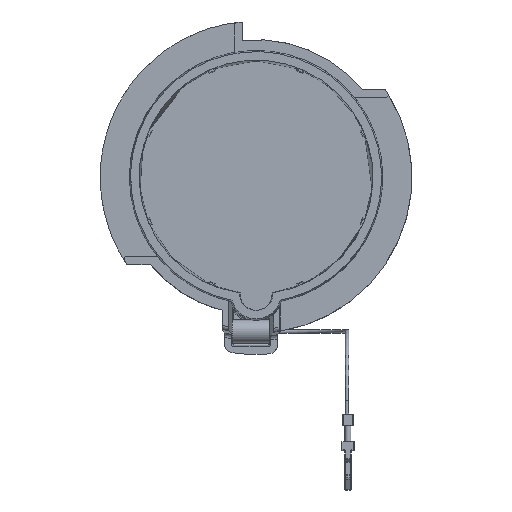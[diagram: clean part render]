
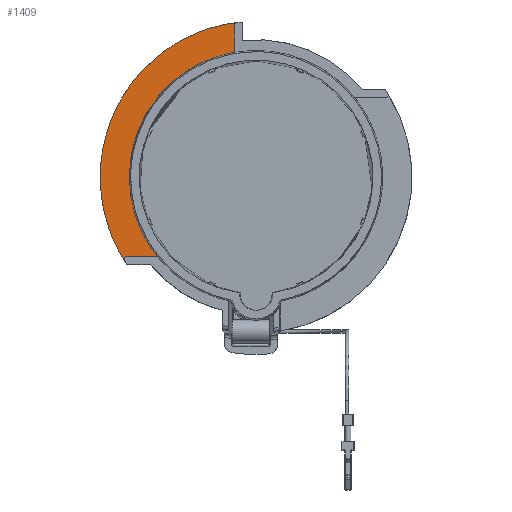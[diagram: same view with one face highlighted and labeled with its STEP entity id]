
A CAD part, top view. The second image highlights one B-rep face of the part: STEP entity #1409.
In plain terms, the highlighted planar face has unit normal (0, 0, 1).
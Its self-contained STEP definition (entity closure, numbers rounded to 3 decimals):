
#311 = DIRECTION ( 'NONE',  ( 0., 0., -1. ) ) ;
#1029 = EDGE_CURVE ( 'NONE', #13087, #9325, #4650, .T. ) ;
#1409 = ADVANCED_FACE ( 'NONE', ( #9554 ), #7530, .F. ) ;
#1421 = ORIENTED_EDGE ( 'NONE', *, *, #1430, .F. ) ;
#1430 = EDGE_CURVE ( 'NONE', #12057, #8923, #1489, .T. ) ;
#1489 = LINE ( 'NONE', #8959, #11879 ) ;
#1759 = EDGE_CURVE ( 'NONE', #12057, #9286, #2141, .T. ) ;
#2141 =( BOUNDED_CURVE ( )  B_SPLINE_CURVE ( 3, ( #7335, #8446, #11603, #3992 ),
 .UNSPECIFIED., .F., .F. ) 
 B_SPLINE_CURVE_WITH_KNOTS ( ( 4, 4 ),
 ( 2.419, 3.864 ),
 .UNSPECIFIED. ) 
 CURVE ( )  GEOMETRIC_REPRESENTATION_ITEM ( )  RATIONAL_B_SPLINE_CURVE ( ( 1., 0.834, 0.834, 1. ) ) 
 REPRESENTATION_ITEM ( '' )  );
#2367 = CARTESIAN_POINT ( 'NONE',  ( -28.625, -18.067, -2.35 ) ) ;
#2630 = ORIENTED_EDGE ( 'NONE', *, *, #12601, .T. ) ;
#2643 = ORIENTED_EDGE ( 'NONE', *, *, #1759, .T. ) ;
#2763 = CARTESIAN_POINT ( 'NONE',  ( 0., 0., -2.35 ) ) ;
#2991 = DIRECTION ( 'NONE',  ( -1., 0., 0. ) ) ;
#3992 = CARTESIAN_POINT ( 'NONE',  ( -4.263, 33.58, -2.35 ) ) ;
#4011 = CARTESIAN_POINT ( 'NONE',  ( -28.203, -17.3, -2.35 ) ) ;
#4246 = DIRECTION ( 'NONE',  ( 0., 0., -1. ) ) ;
#4650 =( BOUNDED_CURVE ( )  B_SPLINE_CURVE ( 3, ( #2367, #6630, #7750, #10885 ),
 .UNSPECIFIED., .F., .T. ) 
 B_SPLINE_CURVE_WITH_KNOTS ( ( 4, 4 ),
 ( 2.075, 4.208 ),
 .UNSPECIFIED. ) 
 CURVE ( )  GEOMETRIC_REPRESENTATION_ITEM ( )  RATIONAL_B_SPLINE_CURVE ( ( 1., 0.655, 0.655, 1. ) ) 
 REPRESENTATION_ITEM ( '' )  );
#4959 = CARTESIAN_POINT ( 'NONE',  ( -21.39, -17.3, -2.35 ) ) ;
#5103 = AXIS2_PLACEMENT_3D ( 'NONE', #2763, #5978, #13517 ) ;
#5409 = EDGE_CURVE ( 'NONE', #11103, #8923, #6380, .T. ) ;
#5414 = ORIENTED_EDGE ( 'NONE', *, *, #5409, .T. ) ;
#5681 = ORIENTED_EDGE ( 'NONE', *, *, #1029, .T. ) ;
#5765 = CARTESIAN_POINT ( 'NONE',  ( -28.625, -18.067, -2.35 ) ) ;
#5860 = EDGE_CURVE ( 'NONE', #11103, #9325, #11585, .T. ) ;
#5978 = DIRECTION ( 'NONE',  ( 0., 0., 1. ) ) ;
#6380 = CIRCLE ( 'NONE', #8382, 27.51 ) ;
#6393 = ORIENTED_EDGE ( 'NONE', *, *, #5860, .F. ) ;
#6611 = CARTESIAN_POINT ( 'NONE',  ( -4.263, 33.58, -2.35 ) ) ;
#6630 = CARTESIAN_POINT ( 'NONE',  ( -28.863, -17.69, -2.35 ) ) ;
#6786 = CARTESIAN_POINT ( 'NONE',  ( -4.7, 27.106, -2.35 ) ) ;
#6864 = DIRECTION ( 'NONE',  ( 0., -1., 0. ) ) ;
#7335 = CARTESIAN_POINT ( 'NONE',  ( -4.7, 33.084, -2.35 ) ) ;
#7530 = PLANE ( 'NONE',  #13658 ) ;
#7750 = CARTESIAN_POINT ( 'NONE',  ( -28.648, -17.3, -2.35 ) ) ;
#7993 = DIRECTION ( 'NONE',  ( -1., 0., 0. ) ) ;
#8382 = AXIS2_PLACEMENT_3D ( 'NONE', #11129, #311, #7993 ) ;
#8446 = CARTESIAN_POINT ( 'NONE',  ( -4.7, 33.349, -2.35 ) ) ;
#8500 = DIRECTION ( 'NONE',  ( 0., -1., 0. ) ) ;
#8923 = VERTEX_POINT ( 'NONE', #6786 ) ;
#8959 = CARTESIAN_POINT ( 'NONE',  ( -4.7, 33.084, -2.35 ) ) ;
#9135 = CARTESIAN_POINT ( 'NONE',  ( -4.7, 33.084, -2.35 ) ) ;
#9286 = VERTEX_POINT ( 'NONE', #6611 ) ;
#9325 = VERTEX_POINT ( 'NONE', #4011 ) ;
#9554 = FACE_OUTER_BOUND ( 'NONE', #13354, .T. ) ;
#10228 = CIRCLE ( 'NONE', #5103, 33.85 ) ;
#10885 = CARTESIAN_POINT ( 'NONE',  ( -28.203, -17.3, -2.35 ) ) ;
#11103 = VERTEX_POINT ( 'NONE', #4959 ) ;
#11129 = CARTESIAN_POINT ( 'NONE',  ( 0., 0., -2.35 ) ) ;
#11585 = LINE ( 'NONE', #11725, #12631 ) ;
#11603 = CARTESIAN_POINT ( 'NONE',  ( -4.525, 33.547, -2.35 ) ) ;
#11725 = CARTESIAN_POINT ( 'NONE',  ( -21.39, -17.3, -2.35 ) ) ;
#11803 = CARTESIAN_POINT ( 'NONE',  ( 33.853, 33.72, -2.35 ) ) ;
#11879 = VECTOR ( 'NONE', #6864, 1000. ) ;
#12057 = VERTEX_POINT ( 'NONE', #9135 ) ;
#12601 = EDGE_CURVE ( 'NONE', #9286, #13087, #10228, .T. ) ;
#12631 = VECTOR ( 'NONE', #2991, 1000. ) ;
#13087 = VERTEX_POINT ( 'NONE', #5765 ) ;
#13354 = EDGE_LOOP ( 'NONE', ( #6393, #5414, #1421, #2643, #2630, #5681 ) ) ;
#13517 = DIRECTION ( 'NONE',  ( 1., 0., 0. ) ) ;
#13658 = AXIS2_PLACEMENT_3D ( 'NONE', #11803, #4246, #8500 ) ;
